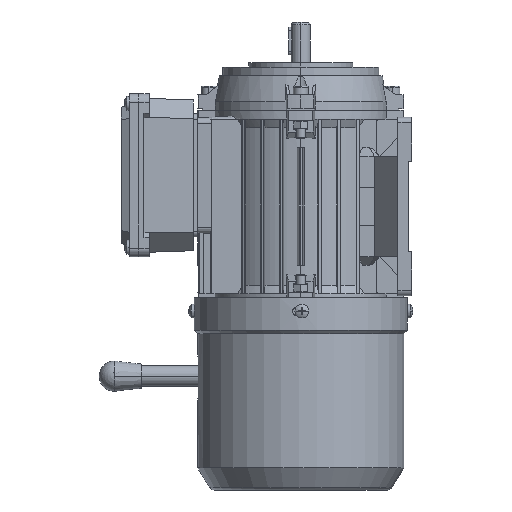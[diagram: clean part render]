
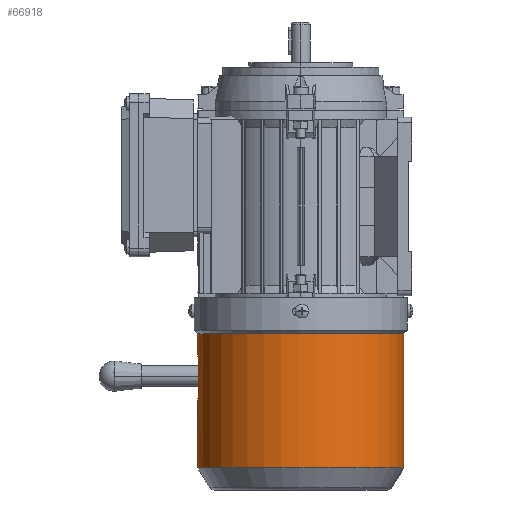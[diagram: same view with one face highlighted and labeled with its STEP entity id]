
A CAD part, left-side view. The second image highlights one B-rep face of the part: STEP entity #66918.
In plain terms, the highlighted cylindrical face has radius 59.5 mm (diameter 119 mm), a partial arc.
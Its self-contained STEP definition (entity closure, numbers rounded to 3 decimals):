
#4581 = CARTESIAN_POINT ( 'NONE',  ( -77.999, -59.501, 0. ) ) ;
#4584 = CARTESIAN_POINT ( 'NONE',  ( -77.999, -59.501, 0.392 ) ) ;
#5975 = CARTESIAN_POINT ( 'NONE',  ( -77.961, -59.497, 0.781 ) ) ;
#5977 = CARTESIAN_POINT ( 'NONE',  ( -77.846, -59.486, 1.362 ) ) ;
#5980 = CARTESIAN_POINT ( 'NONE',  ( -77.798, -59.481, 1.555 ) ) ;
#5982 = CARTESIAN_POINT ( 'NONE',  ( -77.683, -59.47, 1.931 ) ) ;
#5983 = CARTESIAN_POINT ( 'NONE',  ( -77.551, -59.458, 2.3 ) ) ;
#5984 = CARTESIAN_POINT ( 'NONE',  ( -77.384, -59.442, 2.653 ) ) ;
#5985 = CARTESIAN_POINT ( 'NONE',  ( -77.199, -59.426, 3. ) ) ;
#5986 = CARTESIAN_POINT ( 'NONE',  ( -77.097, -59.417, 3.17 ) ) ;
#5987 = CARTESIAN_POINT ( 'NONE',  ( -76.768, -59.389, 3.662 ) ) ;
#5988 = CARTESIAN_POINT ( 'NONE',  ( -76.52, -59.37, 3.964 ) ) ;
#5990 = CARTESIAN_POINT ( 'NONE',  ( -75.967, -59.33, 4.518 ) ) ;
#5992 = CARTESIAN_POINT ( 'NONE',  ( -75.658, -59.31, 4.771 ) ) ;
#5995 = CARTESIAN_POINT ( 'NONE',  ( -75.006, -59.273, 5.207 ) ) ;
#5997 = CARTESIAN_POINT ( 'NONE',  ( -74.662, -59.257, 5.391 ) ) ;
#5998 = CARTESIAN_POINT ( 'NONE',  ( -74.117, -59.236, 5.617 ) ) ;
#5999 = CARTESIAN_POINT ( 'NONE',  ( -73.929, -59.229, 5.685 ) ) ;
#6000 = CARTESIAN_POINT ( 'NONE',  ( -73.552, -59.218, 5.799 ) ) ;
#6001 = CARTESIAN_POINT ( 'NONE',  ( -73.362, -59.213, 5.847 ) ) ;
#6013 = CARTESIAN_POINT ( 'NONE',  ( -72.786, -59.202, 5.961 ) ) ;
#6014 = CARTESIAN_POINT ( 'NONE',  ( -72.396, -59.198, 6. ) ) ;
#6015 = CARTESIAN_POINT ( 'NONE',  ( -71.999, -59.198, 6. ) ) ;
#6016 = B_SPLINE_CURVE_WITH_KNOTS ( 'NONE', 3,
 ( #6015, #6014, #6013, #6001, #6000, #5999, #5998, #5997, #5995, #5992, #5990, #5988, #5987, #5986, #5985, #5984, #5983, #5982, #5980, #5977, #5975, #4584, #4581 ),
 .UNSPECIFIED., .F., .F.,
 ( 4, 2, 2, 2, 2, 2, 2, 2, 1, 2, 2, 4 ),
 ( 0., 0.001, 0.002, 0.002, 0.004, 0.005, 0.006, 0.006, 0.007, 0.008, 0.008, 0.009 ),
 .UNSPECIFIED. ) ;
#6017 = CARTESIAN_POINT ( 'NONE',  ( -51.999, -59.198, 6. ) ) ;
#6029 = CARTESIAN_POINT ( 'NONE',  ( -71.999, -59.198, 6. ) ) ;
#6030 = CARTESIAN_POINT ( 'NONE',  ( -77.999, -59.501, 0. ) ) ;
#6031 = DIRECTION ( 'NONE',  ( 1., 0., 0. ) ) ;
#6032 = VECTOR ( 'NONE', #6031, 1000. ) ;
#6033 = CARTESIAN_POINT ( 'NONE',  ( 2.001, -59.501, 0. ) ) ;
#6034 = LINE ( 'NONE', #6033, #6032 ) ;
#6721 = CARTESIAN_POINT ( 'NONE',  ( -87.285, -59.501, 0. ) ) ;
#6722 = DIRECTION ( 'NONE',  ( 0., 1., 0. ) ) ;
#6723 = DIRECTION ( 'NONE',  ( 1., 0., 0. ) ) ;
#6724 = CARTESIAN_POINT ( 'NONE',  ( -87.285, -0.001, 0. ) ) ;
#6725 = AXIS2_PLACEMENT_3D ( 'NONE', #6724, #6723, #6722 ) ;
#6726 = CARTESIAN_POINT ( 'NONE',  ( -87.285, 59.499, 0. ) ) ;
#6732 = CIRCLE ( 'NONE', #6725, 59.5 ) ;
#6761 = DIRECTION ( 'NONE',  ( 0., 1., 0. ) ) ;
#6762 = DIRECTION ( 'NONE',  ( 1., 0., 0. ) ) ;
#6763 = CARTESIAN_POINT ( 'NONE',  ( 2.001, -0.001, 0. ) ) ;
#6764 = AXIS2_PLACEMENT_3D ( 'NONE', #6763, #6762, #6761 ) ;
#6765 = CYLINDRICAL_SURFACE ( 'NONE', #6764, 59.5 ) ;
#6767 = FACE_OUTER_BOUND ( 'NONE', #66919, .T. ) ;
#6784 = LINE ( 'NONE', #6851, #6850 ) ;
#6785 = CARTESIAN_POINT ( 'NONE',  ( -46.305, -59.471, 1.932 ) ) ;
#6786 = CARTESIAN_POINT ( 'NONE',  ( -46.192, -59.482, 1.558 ) ) ;
#6787 = CARTESIAN_POINT ( 'NONE',  ( -46.039, -59.497, 0.789 ) ) ;
#6788 = CARTESIAN_POINT ( 'NONE',  ( -45.999, -59.501, 0.391 ) ) ;
#6789 = CARTESIAN_POINT ( 'NONE',  ( -45.999, -59.501, 0. ) ) ;
#6790 = B_SPLINE_CURVE_WITH_KNOTS ( 'NONE', 3,
 ( #6789, #6788, #6787, #6786, #6785, #6847, #6846, #6845, #6844, #6843, #6842, #6841, #6840, #6839, #6838, #6837, #6836, #6835, #6834, #6833, #6832, #6831 ),
 .UNSPECIFIED., .F., .F.,
 ( 4, 2, 2, 2, 2, 2, 2, 2, 2, 2, 4 ),
 ( 0.009, 0.011, 0.012, 0.012, 0.013, 0.014, 0.015, 0.016, 0.016, 0.018, 0.019 ),
 .UNSPECIFIED. ) ;
#6791 = CARTESIAN_POINT ( 'NONE',  ( -45.999, -59.501, 0. ) ) ;
#6792 = DIRECTION ( 'NONE',  ( -1., 0., 0. ) ) ;
#6793 = VECTOR ( 'NONE', #6792, 1000. ) ;
#6794 = CARTESIAN_POINT ( 'NONE',  ( 2.001, -59.198, 6. ) ) ;
#6795 = LINE ( 'NONE', #6794, #6793 ) ;
#6821 = DIRECTION ( 'NONE',  ( 1., 0., 0. ) ) ;
#6822 = VECTOR ( 'NONE', #6821, 1000. ) ;
#6823 = CARTESIAN_POINT ( 'NONE',  ( 2.001, 59.499, 0. ) ) ;
#6824 = LINE ( 'NONE', #6823, #6822 ) ;
#6825 = CARTESIAN_POINT ( 'NONE',  ( -9.716, 59.499, 0. ) ) ;
#6826 = DIRECTION ( 'NONE',  ( 0., 1., 0. ) ) ;
#6827 = DIRECTION ( 'NONE',  ( 1., 0., 0. ) ) ;
#6828 = CARTESIAN_POINT ( 'NONE',  ( -9.716, -0.001, 0. ) ) ;
#6829 = AXIS2_PLACEMENT_3D ( 'NONE', #6828, #6827, #6826 ) ;
#6830 = CIRCLE ( 'NONE', #6829, 59.5 ) ;
#6831 = CARTESIAN_POINT ( 'NONE',  ( -51.999, -59.198, 6. ) ) ;
#6832 = CARTESIAN_POINT ( 'NONE',  ( -51.603, -59.198, 6. ) ) ;
#6833 = CARTESIAN_POINT ( 'NONE',  ( -51.206, -59.202, 5.96 ) ) ;
#6834 = CARTESIAN_POINT ( 'NONE',  ( -50.437, -59.217, 5.806 ) ) ;
#6835 = CARTESIAN_POINT ( 'NONE',  ( -50.064, -59.228, 5.693 ) ) ;
#6836 = CARTESIAN_POINT ( 'NONE',  ( -49.519, -59.25, 5.467 ) ) ;
#6837 = CARTESIAN_POINT ( 'NONE',  ( -49.339, -59.257, 5.382 ) ) ;
#6838 = CARTESIAN_POINT ( 'NONE',  ( -48.992, -59.274, 5.196 ) ) ;
#6839 = CARTESIAN_POINT ( 'NONE',  ( -48.825, -59.283, 5.095 ) ) ;
#6840 = CARTESIAN_POINT ( 'NONE',  ( -48.338, -59.31, 4.769 ) ) ;
#6841 = CARTESIAN_POINT ( 'NONE',  ( -48.035, -59.33, 4.521 ) ) ;
#6842 = CARTESIAN_POINT ( 'NONE',  ( -47.476, -59.37, 3.961 ) ) ;
#6843 = CARTESIAN_POINT ( 'NONE',  ( -47.228, -59.39, 3.658 ) ) ;
#6844 = CARTESIAN_POINT ( 'NONE',  ( -46.902, -59.417, 3.171 ) ) ;
#6845 = CARTESIAN_POINT ( 'NONE',  ( -46.801, -59.426, 3.003 ) ) ;
#6846 = CARTESIAN_POINT ( 'NONE',  ( -46.616, -59.442, 2.656 ) ) ;
#6847 = CARTESIAN_POINT ( 'NONE',  ( -46.531, -59.45, 2.477 ) ) ;
#6848 = CARTESIAN_POINT ( 'NONE',  ( -9.716, -59.501, 0. ) ) ;
#6849 = DIRECTION ( 'NONE',  ( 1., 0., 0. ) ) ;
#6850 = VECTOR ( 'NONE', #6849, 1000. ) ;
#6851 = CARTESIAN_POINT ( 'NONE',  ( 2.001, -59.501, 0. ) ) ;
#66669 = ORIENTED_EDGE ( 'NONE', *, *, #66670, .F. ) ;
#66670 = EDGE_CURVE ( 'NONE', #66687, #66686, #6016, .T. ) ;
#66671 = VERTEX_POINT ( 'NONE', #6017 ) ;
#66684 = ORIENTED_EDGE ( 'NONE', *, *, #66685, .T. ) ;
#66685 = EDGE_CURVE ( 'NONE', #66907, #66686, #6034, .T. ) ;
#66686 = VERTEX_POINT ( 'NONE', #6030 ) ;
#66687 = VERTEX_POINT ( 'NONE', #6029 ) ;
#66905 = EDGE_CURVE ( 'NONE', #66906, #66907, #6732, .T. ) ;
#66906 = VERTEX_POINT ( 'NONE', #6726 ) ;
#66907 = VERTEX_POINT ( 'NONE', #6721 ) ;
#66918 = ADVANCED_FACE ( 'NONE', ( #6767 ), #6765, .T. ) ;
#66919 = EDGE_LOOP ( 'NONE', ( #66920, #66684, #66669, #66936, #66938, #66941, #66944, #66947 ) ) ;
#66920 = ORIENTED_EDGE ( 'NONE', *, *, #66905, .T. ) ;
#66936 = ORIENTED_EDGE ( 'NONE', *, *, #66937, .F. ) ;
#66937 = EDGE_CURVE ( 'NONE', #66671, #66687, #6795, .T. ) ;
#66938 = ORIENTED_EDGE ( 'NONE', *, *, #66939, .F. ) ;
#66939 = EDGE_CURVE ( 'NONE', #66940, #66671, #6790, .T. ) ;
#66940 = VERTEX_POINT ( 'NONE', #6791 ) ;
#66941 = ORIENTED_EDGE ( 'NONE', *, *, #66942, .T. ) ;
#66942 = EDGE_CURVE ( 'NONE', #66940, #66943, #6784, .T. ) ;
#66943 = VERTEX_POINT ( 'NONE', #6848 ) ;
#66944 = ORIENTED_EDGE ( 'NONE', *, *, #66945, .F. ) ;
#66945 = EDGE_CURVE ( 'NONE', #66946, #66943, #6830, .T. ) ;
#66946 = VERTEX_POINT ( 'NONE', #6825 ) ;
#66947 = ORIENTED_EDGE ( 'NONE', *, *, #66948, .F. ) ;
#66948 = EDGE_CURVE ( 'NONE', #66906, #66946, #6824, .T. ) ;
